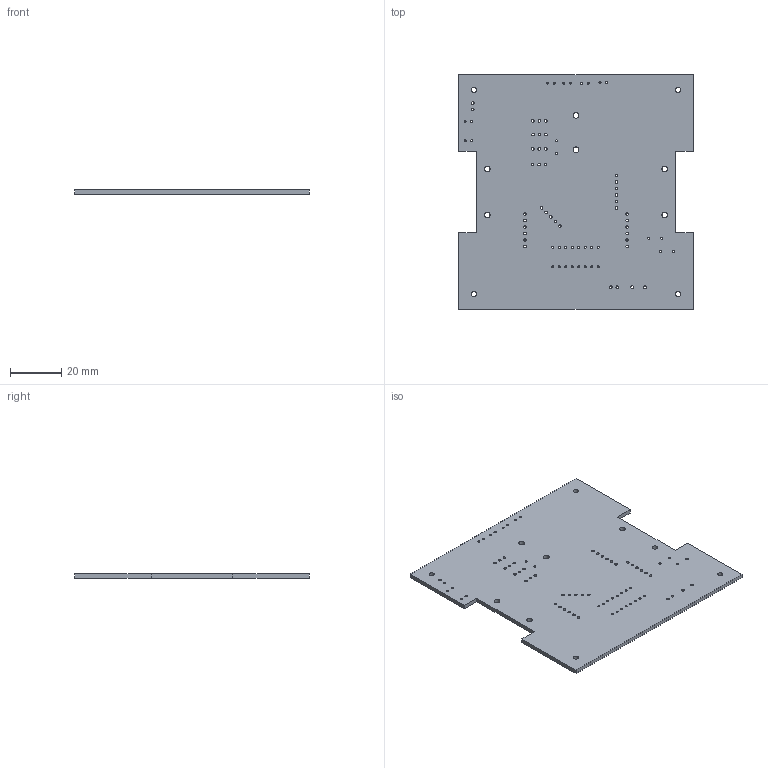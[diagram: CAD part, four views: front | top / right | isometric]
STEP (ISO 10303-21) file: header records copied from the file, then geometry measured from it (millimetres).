
FILE_DESCRIPTION(('Open CASCADE Model'),'2;1');
FILE_NAME('Open CASCADE Shape Model','2019-04-24T20:46:22',('Author'),( 'Open CASCADE'),'Open CASCADE STEP processor 6.5','Open CASCADE 6.5' ,'Unknown');
FILE_SCHEMA(('AUTOMOTIVE_DESIGN_CC2 { 1 2 10303 214 -1 1 5 4 }'));
Length unit declared in the file: millimetre
Products named in the file (2): PCB; Board
Assembly tree (1 placements, depth 2):
  PCB
    Board
Bounding box: 92 x 92 x 1.62 mm (x, y, z)
Volume: 12850.9 mm3; surface area: 16962.5 mm2
Topology: 1 solids, 1 shells, 99 faces, 291 edges, 194 vertices
Faces by surface type: cylinder 85, plane 14
Full cylindrical faces by diameter (mm): 0.813 x34, 1.016 x39, 1.194 x2, 2 x4, 2.184 x4, 2.286 x2
Entity records: 8067 total; most frequent: CARTESIAN_POINT 2188, DIRECTION 1075, ORIENTED_EDGE 582, PCURVE 582, DEFINITIONAL_REPRESENTATION 582, LINE 533, VECTOR 533, EDGE_CURVE 291
